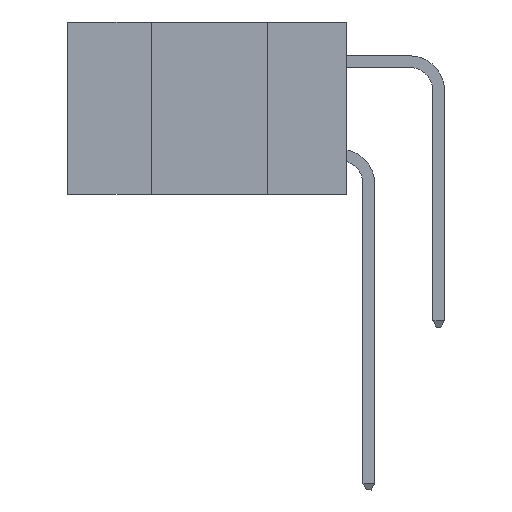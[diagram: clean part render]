
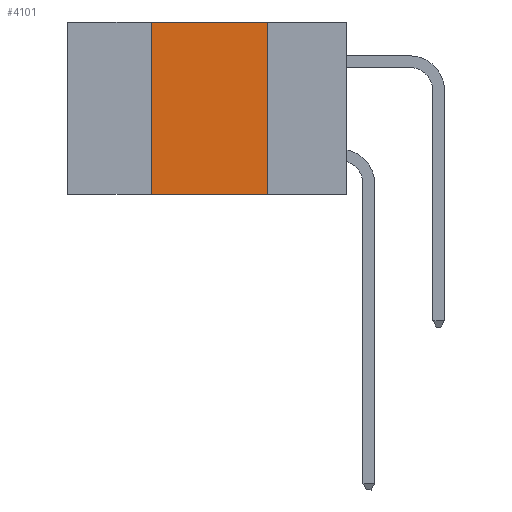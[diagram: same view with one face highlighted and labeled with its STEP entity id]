
A CAD part, left-side view. The second image highlights one B-rep face of the part: STEP entity #4101.
In plain terms, the highlighted planar face has unit normal (-1, 0, 0).
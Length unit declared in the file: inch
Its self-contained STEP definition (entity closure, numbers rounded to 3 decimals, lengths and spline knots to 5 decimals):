
#109 = ORIENTED_EDGE ( 'NONE', *, *, #4276, .F. ) ;
#326 = ORIENTED_EDGE ( 'NONE', *, *, #11847, .T. ) ;
#520 = ORIENTED_EDGE ( 'NONE', *, *, #6646, .F. ) ;
#534 = CARTESIAN_POINT ( 'NONE',  ( 0., 0.17, 0. ) ) ;
#602 = VECTOR ( 'NONE', #10200, 39.37008 ) ;
#804 = DIRECTION ( 'NONE',  ( 1., 0., 0. ) ) ;
#865 = DIRECTION ( 'NONE',  ( 0., 0., -1. ) ) ;
#2654 = CARTESIAN_POINT ( 'NONE',  ( 0., 0.42, 0. ) ) ;
#2655 = DIRECTION ( 'NONE',  ( 0., 0., -1. ) ) ;
#2785 = LINE ( 'NONE', #534, #6827 ) ;
#2868 = CARTESIAN_POINT ( 'NONE',  ( 0., 0.6, 0. ) ) ;
#3024 = VERTEX_POINT ( 'NONE', #11185 ) ;
#3629 = CARTESIAN_POINT ( 'NONE',  ( 0., 0.17, -0.37 ) ) ;
#4002 = LINE ( 'NONE', #8281, #602 ) ;
#4101 = ADVANCED_FACE ( 'NONE', ( #5846 ), #12844, .F. ) ;
#4276 = EDGE_CURVE ( 'NONE', #9186, #5609, #12495, .T. ) ;
#5609 = VERTEX_POINT ( 'NONE', #2654 ) ;
#5731 = AXIS2_PLACEMENT_3D ( 'NONE', #2868, #804, #865 ) ;
#5846 = FACE_OUTER_BOUND ( 'NONE', #10026, .T. ) ;
#6245 = CARTESIAN_POINT ( 'NONE',  ( 0., 0.42, -0.37 ) ) ;
#6424 = DIRECTION ( 'NONE',  ( 0., 0., 1. ) ) ;
#6646 = EDGE_CURVE ( 'NONE', #5609, #3024, #4002, .T. ) ;
#6827 = VECTOR ( 'NONE', #2655, 39.37008 ) ;
#7962 = VERTEX_POINT ( 'NONE', #3629 ) ;
#8281 = CARTESIAN_POINT ( 'NONE',  ( 0., 0.6, 0. ) ) ;
#8512 = CARTESIAN_POINT ( 'NONE',  ( 0., 0.6, -0.37 ) ) ;
#9166 = VECTOR ( 'NONE', #9704, 39.37008 ) ;
#9186 = VERTEX_POINT ( 'NONE', #6245 ) ;
#9704 = DIRECTION ( 'NONE',  ( 0., -1., 0. ) ) ;
#10026 = EDGE_LOOP ( 'NONE', ( #10285, #520, #109, #326 ) ) ;
#10150 = VECTOR ( 'NONE', #6424, 39.37008 ) ;
#10200 = DIRECTION ( 'NONE',  ( 0., -1., 0. ) ) ;
#10285 = ORIENTED_EDGE ( 'NONE', *, *, #11092, .F. ) ;
#10641 = LINE ( 'NONE', #8512, #9166 ) ;
#11092 = EDGE_CURVE ( 'NONE', #3024, #7962, #2785, .T. ) ;
#11185 = CARTESIAN_POINT ( 'NONE',  ( 0., 0.17, 0. ) ) ;
#11847 = EDGE_CURVE ( 'NONE', #9186, #7962, #10641, .T. ) ;
#12495 = LINE ( 'NONE', #12627, #10150 ) ;
#12627 = CARTESIAN_POINT ( 'NONE',  ( 0., 0.42, 0. ) ) ;
#12844 = PLANE ( 'NONE',  #5731 ) ;
